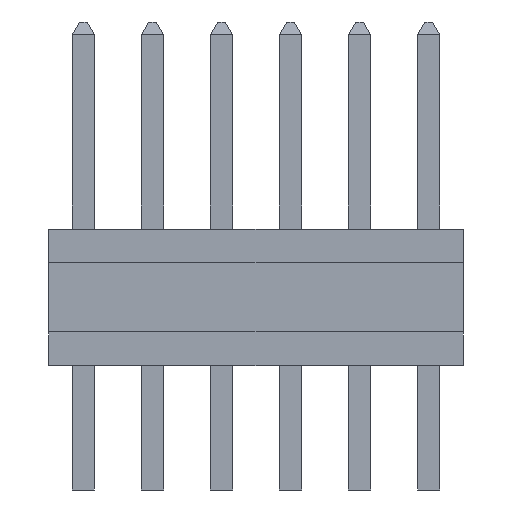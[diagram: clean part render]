
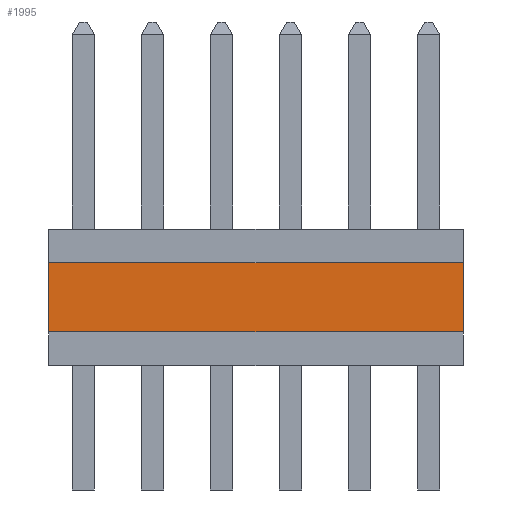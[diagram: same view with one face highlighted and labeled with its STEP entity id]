
A CAD part, front view. The second image highlights one B-rep face of the part: STEP entity #1995.
In plain terms, the highlighted face is planar.
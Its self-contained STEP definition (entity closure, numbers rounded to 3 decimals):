
#152 = VERTEX_POINT('',#153);
#153 = CARTESIAN_POINT('',(-3.81,0.622,1.461));
#159 = EDGE_CURVE('',#160,#152,#162,.T.);
#160 = VERTEX_POINT('',#161);
#161 = CARTESIAN_POINT('',(-3.81,1.892,1.461));
#162 = LINE('',#163,#164);
#163 = CARTESIAN_POINT('',(-3.81,1.892,1.461));
#164 = VECTOR('',#165,1.);
#165 = DIRECTION('',(0.,-1.,0.));
#285 = VERTEX_POINT('',#286);
#286 = CARTESIAN_POINT('',(3.81,1.892,1.461));
#292 = EDGE_CURVE('',#285,#293,#295,.T.);
#293 = VERTEX_POINT('',#294);
#294 = CARTESIAN_POINT('',(3.81,0.622,1.461));
#295 = LINE('',#296,#297);
#296 = CARTESIAN_POINT('',(3.81,1.892,1.461));
#297 = VECTOR('',#298,1.);
#298 = DIRECTION('',(0.,-1.,0.));
#1995 = ADVANCED_FACE('',(#1996),#2012,.F.);
#1996 = FACE_BOUND('',#1997,.T.);
#1997 = EDGE_LOOP('',(#1998,#1999,#2005,#2006));
#1998 = ORIENTED_EDGE('',*,*,#159,.T.);
#1999 = ORIENTED_EDGE('',*,*,#2000,.F.);
#2000 = EDGE_CURVE('',#293,#152,#2001,.T.);
#2001 = LINE('',#2002,#2003);
#2002 = CARTESIAN_POINT('',(3.81,0.622,1.461));
#2003 = VECTOR('',#2004,1.);
#2004 = DIRECTION('',(-1.,0.,0.));
#2005 = ORIENTED_EDGE('',*,*,#292,.F.);
#2006 = ORIENTED_EDGE('',*,*,#2007,.T.);
#2007 = EDGE_CURVE('',#285,#160,#2008,.T.);
#2008 = LINE('',#2009,#2010);
#2009 = CARTESIAN_POINT('',(3.81,1.892,1.461));
#2010 = VECTOR('',#2011,1.);
#2011 = DIRECTION('',(-1.,0.,0.));
#2012 = PLANE('',#2013);
#2013 = AXIS2_PLACEMENT_3D('',#2014,#2015,#2016);
#2014 = CARTESIAN_POINT('',(3.81,1.892,1.461));
#2015 = DIRECTION('',(0.,0.,-1.));
#2016 = DIRECTION('',(-1.,0.,0.));
